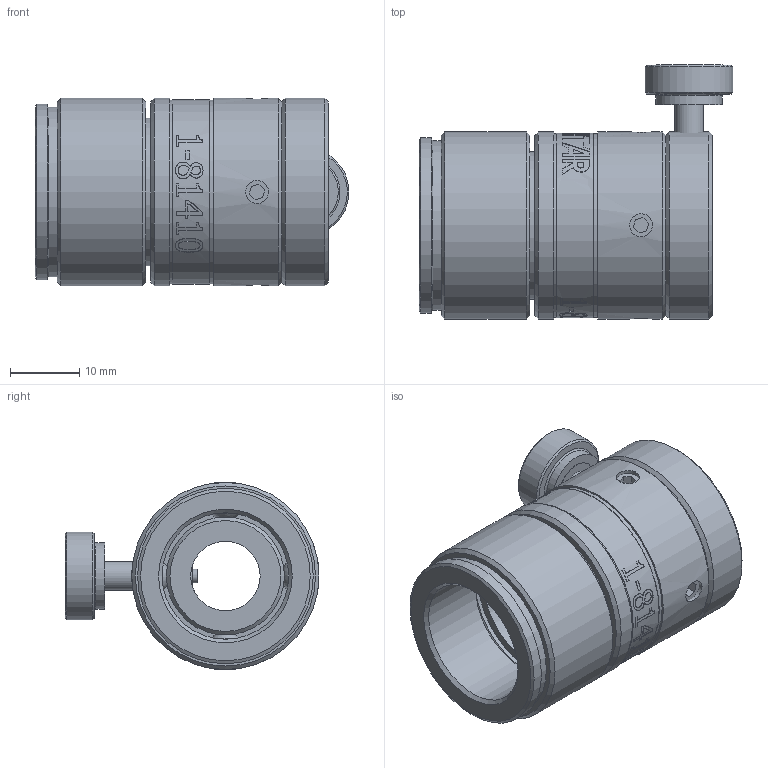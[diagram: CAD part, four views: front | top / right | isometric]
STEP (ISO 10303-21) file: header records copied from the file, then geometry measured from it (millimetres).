
FILE_DESCRIPTION(/* description */ ('RESOLV, ILLUM, 10mm FIBER INPUT'),/* implementation_level */ '2;1');
FILE_NAME(/* name */ 'Jesse''81410_0.stp',/* time_stamp */ '2018-05-22T14:29:00-04:00',/* author */ ('Williamson'),/* organization */ ('NAVITAR'),/* preprocessor_version */ 'ST-DEVELOPER v16.13',/* originating_system */ 'Autodesk Inventor 2018',/* authorisation */ '');
FILE_SCHEMA (('AUTOMOTIVE_DESIGN { 1 0 10303 214 3 1 1 }'));
Length unit declared in the file: inch
Products named in the file (10): 1-81410; 3-80443; 3-80444; 2-7187; 3-7188; 8-7082; 3-4141; 3-80446; 8-7326; 8-80459
Assembly tree (12 placements, depth 3):
  1-81410
    3-80443
    3-80444
    2-7187
      3-7188
      8-7082
      3-4141
    3-80446
    8-7326  x4
    8-80459
Bounding box: 45.34 x 36.7 x 27.05 mm (x, y, z)
Volume: 14511.1 mm3; surface area: 11448.1 mm2
Topology: 18 solids, 18 shells, 300 faces, 739 edges, 484 vertices
Faces by surface type: plane 161, bspline 58, cylinder 50, cone 26, sphere 4, torus 1
Full cylindrical faces by diameter (mm): 1.981 x1, 2.032 x1, 3.302 x5, 3.81 x1, 4.166 x5, 6.807 x1, 6.858 x1, 9.601 x1, 10.033 x1, 12.7 x1, 17.043 x2, 18.288 x1, 19.05 x1, 20.637 x1, 21.366 x1, 21.511 x1, 22.225 x1, 22.37 x1, 24.513 x1, 25.372 x1, 26.543 x1, 26.568 x1, 26.67 x1, 27.051 x4
Entity records: 10394 total; most frequent: CARTESIAN_POINT 4101, ORIENTED_EDGE 1178, DIRECTION 1110, EDGE_CURVE 589, VERTEX_POINT 423, AXIS2_PLACEMENT_3D 415, EDGE_LOOP 390, LINE 280
